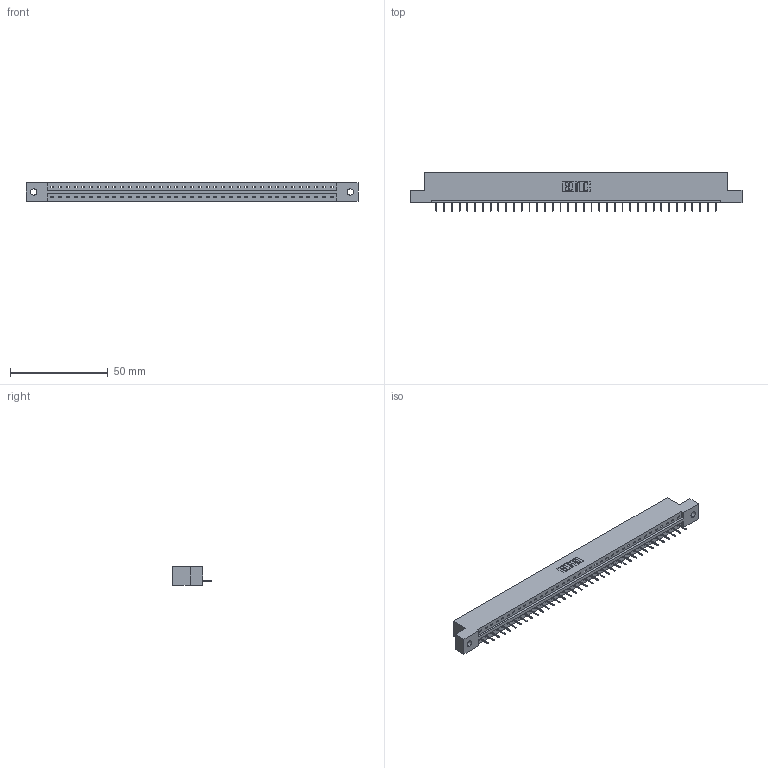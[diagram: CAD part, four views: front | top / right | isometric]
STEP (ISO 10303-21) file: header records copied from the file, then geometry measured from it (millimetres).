
FILE_DESCRIPTION (( 'STEP AP203' ), '1' );
FILE_NAME ('337-037-524-102.STEP', '2018-08-08T01:16:13', ( '' ), ( '' ), 'SwSTEP 2.0', 'SolidWorks 2016', '' );
FILE_SCHEMA (( 'CONFIG_CONTROL_DESIGN' ));
Length unit declared in the file: inch
Products named in the file (3): 337 Part_Flush Mounting Lugs - 0.128 Dia; 345-292-001_345-293-124; 337-037-524-102
Assembly tree (38 placements, depth 2):
  337-037-524-102
    337 Part_Flush Mounting Lugs - 0.128 Dia
    345-292-001_345-293-124  x37
Bounding box: 169.62 x 19.69 x 9.4 mm (x, y, z)
Volume: 17383.9 mm3; surface area: 17152.1 mm2
Topology: 38 solids, 38 shells, 2556 faces, 7415 edges, 4794 vertices
Faces by surface type: plane 1994, cylinder 562
Entity records: 28227 total; most frequent: CARTESIAN_POINT 4921, ORIENTED_EDGE 4894, DIRECTION 4153, EDGE_CURVE 2447, VECTOR 2323, LINE 2323, VERTEX_POINT 1626, AXIS2_PLACEMENT_3D 915
